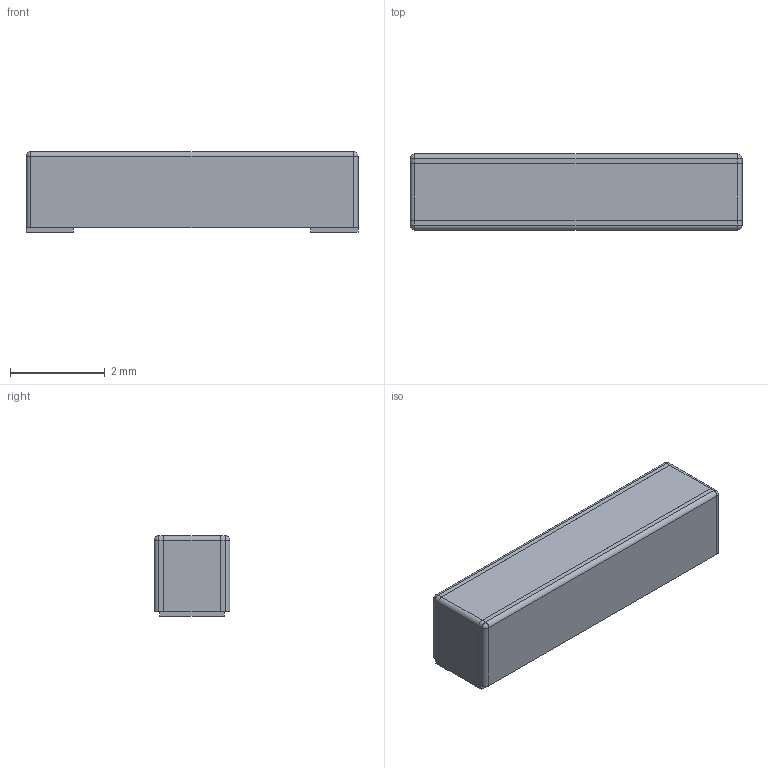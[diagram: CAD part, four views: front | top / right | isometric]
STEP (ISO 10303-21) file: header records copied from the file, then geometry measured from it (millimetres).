
FILE_DESCRIPTION(('FreeCAD Model'),'2;1');
FILE_NAME('Open CASCADE Shape Model','2024-05-08T12:13:43',( 'kicad StepUp'),('ksu MCAD'),'Open CASCADE STEP processor 7.6', 'FreeCAD','Unknown');
FILE_SCHEMA(('AUTOMOTIVE_DESIGN { 1 0 10303 214 1 1 1 1 }'));
Length unit declared in the file: millimetre
Products named in the file (1): Pulse_W3000
Bounding box: 7 x 1.6 x 1.7 mm (x, y, z)
Volume: 18.1 mm3; surface area: 55.3 mm2
Topology: 3 solids, 3 shells, 46 faces, 104 edges, 60 vertices
Faces by surface type: plane 30, cylinder 12, sphere 4
Entity records: 1588 total; most frequent: DIRECTION 218, CARTESIAN_POINT 207, ORIENTED_EDGE 200, EDGE_CURVE 100, LINE 76, VECTOR 76, AXIS2_PLACEMENT_3D 71, VERTEX_POINT 60
